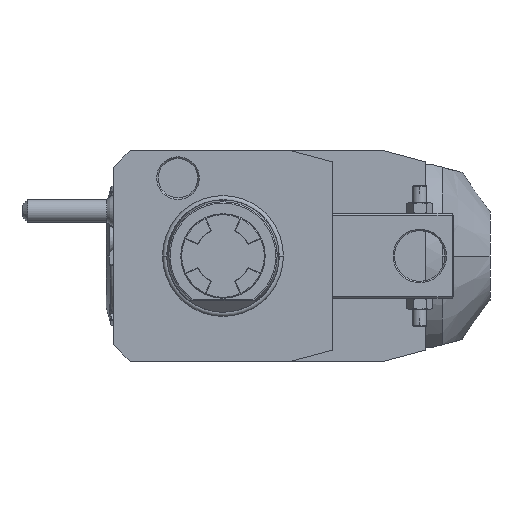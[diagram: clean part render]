
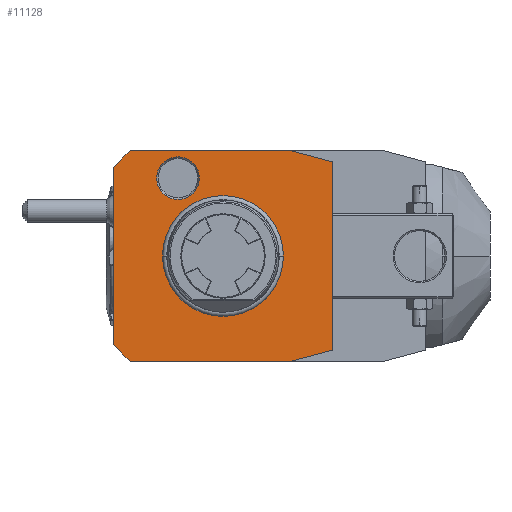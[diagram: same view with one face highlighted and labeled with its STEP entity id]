
A CAD part, front view. The second image highlights one B-rep face of the part: STEP entity #11128.
In plain terms, the highlighted planar face has unit normal (0, -1, 0).
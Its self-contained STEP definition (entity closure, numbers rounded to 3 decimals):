
#327=DIRECTION('',(1.,0.,0.));
#328=VECTOR('',#327,57.);
#329=CARTESIAN_POINT('',(-33.,0.,-37.5));
#330=LINE('',#329,#328);
#331=DIRECTION('',(0.707,0.,-0.707));
#332=VECTOR('',#331,8.485);
#333=CARTESIAN_POINT('',(-39.,0.,-31.5));
#334=LINE('',#333,#332);
#335=DIRECTION('',(0.,0.,-1.));
#336=VECTOR('',#335,63.);
#337=CARTESIAN_POINT('',(-39.,0.,31.5));
#338=LINE('',#337,#336);
#339=DIRECTION('',(-0.707,0.,-0.707));
#340=VECTOR('',#339,8.485);
#341=CARTESIAN_POINT('',(-33.,0.,37.5));
#342=LINE('',#341,#340);
#343=DIRECTION('',(-1.,0.,0.));
#344=VECTOR('',#343,57.);
#345=CARTESIAN_POINT('',(24.,0.,37.5));
#346=LINE('',#345,#344);
#347=DIRECTION('',(-0.966,0.,0.259));
#348=VECTOR('',#347,15.529);
#349=CARTESIAN_POINT('',(39.,0.,33.481));
#350=LINE('',#349,#348);
#351=DIRECTION('',(0.,0.,1.));
#352=VECTOR('',#351,66.962);
#353=CARTESIAN_POINT('',(39.,0.,-33.481));
#354=LINE('',#353,#352);
#355=DIRECTION('',(0.966,0.,0.259));
#356=VECTOR('',#355,15.529);
#357=CARTESIAN_POINT('',(24.,0.,-37.5));
#358=LINE('',#357,#356);
#359=CARTESIAN_POINT('',(-16.,0.,27.713));
#360=DIRECTION('',(0.,1.,0.));
#361=DIRECTION('',(1.,0.,0.));
#362=AXIS2_PLACEMENT_3D('',#359,#360,#361);
#364=CARTESIAN_POINT('',(-16.,0.,27.713));
#365=DIRECTION('',(0.,1.,0.));
#366=DIRECTION('',(-1.,0.,0.));
#367=AXIS2_PLACEMENT_3D('',#364,#365,#366);
#3238=CARTESIAN_POINT('',(0.,0.,0.));
#3239=DIRECTION('',(0.,-1.,0.));
#3240=DIRECTION('',(1.,0.,0.));
#3241=AXIS2_PLACEMENT_3D('',#3238,#3239,#3240);
#3243=CARTESIAN_POINT('',(0.,0.,0.));
#3244=DIRECTION('',(0.,-1.,0.));
#3245=DIRECTION('',(-1.,0.,0.));
#3246=AXIS2_PLACEMENT_3D('',#3243,#3244,#3245);
#9724=CARTESIAN_POINT('',(-8.423,0.,27.713));
#9725=CARTESIAN_POINT('',(-23.577,0.,27.713));
#9726=VERTEX_POINT('',#9724);
#9727=VERTEX_POINT('',#9725);
#10598=CARTESIAN_POINT('',(-33.,0.,-37.5));
#10599=CARTESIAN_POINT('',(24.,0.,-37.5));
#10600=VERTEX_POINT('',#10598);
#10601=VERTEX_POINT('',#10599);
#10602=CARTESIAN_POINT('',(39.,0.,-33.481));
#10603=VERTEX_POINT('',#10602);
#10604=CARTESIAN_POINT('',(39.,0.,33.481));
#10605=VERTEX_POINT('',#10604);
#10606=CARTESIAN_POINT('',(24.,0.,37.5));
#10607=VERTEX_POINT('',#10606);
#10608=CARTESIAN_POINT('',(-33.,0.,37.5));
#10609=VERTEX_POINT('',#10608);
#10610=CARTESIAN_POINT('',(-39.,0.,31.5));
#10611=VERTEX_POINT('',#10610);
#10612=CARTESIAN_POINT('',(-39.,0.,-31.5));
#10613=VERTEX_POINT('',#10612);
#10682=CARTESIAN_POINT('',(21.137,0.,0.));
#10683=CARTESIAN_POINT('',(-21.137,0.,0.));
#10684=VERTEX_POINT('',#10682);
#10685=VERTEX_POINT('',#10683);
#11096=CARTESIAN_POINT('',(0.,0.,0.));
#11097=DIRECTION('',(0.,-1.,0.));
#11098=DIRECTION('',(-1.,0.,0.));
#11099=AXIS2_PLACEMENT_3D('',#11096,#11097,#11098);
#11100=PLANE('',#11099);
#11101=ORIENTED_EDGE('',*,*,#11056,.F.);
#11103=ORIENTED_EDGE('',*,*,#11102,.F.);
#11105=ORIENTED_EDGE('',*,*,#11104,.F.);
#11107=ORIENTED_EDGE('',*,*,#11106,.F.);
#11108=ORIENTED_EDGE('',*,*,#10947,.F.);
#11110=ORIENTED_EDGE('',*,*,#11109,.F.);
#11112=ORIENTED_EDGE('',*,*,#11111,.F.);
#11113=ORIENTED_EDGE('',*,*,#11088,.F.);
#11114=EDGE_LOOP('',(#11101,#11103,#11105,#11107,#11108,#11110,#11112,#11113));
#11115=FACE_OUTER_BOUND('',#11114,.F.);
#11117=ORIENTED_EDGE('',*,*,#11116,.T.);
#11119=ORIENTED_EDGE('',*,*,#11118,.T.);
#11120=EDGE_LOOP('',(#11117,#11119));
#11121=FACE_BOUND('',#11120,.F.);
#11123=ORIENTED_EDGE('',*,*,#11122,.F.);
#11125=ORIENTED_EDGE('',*,*,#11124,.F.);
#11126=EDGE_LOOP('',(#11123,#11125));
#11127=FACE_BOUND('',#11126,.F.);
#363=CIRCLE('',#362,7.577);
#368=CIRCLE('',#367,7.577);
#3242=CIRCLE('',#3241,21.137);
#3247=CIRCLE('',#3246,21.137);
#10947=EDGE_CURVE('',#10607,#10609,#346,.T.);
#11056=EDGE_CURVE('',#10600,#10601,#330,.T.);
#11088=EDGE_CURVE('',#10601,#10603,#358,.T.);
#11102=EDGE_CURVE('',#10613,#10600,#334,.T.);
#11104=EDGE_CURVE('',#10611,#10613,#338,.T.);
#11106=EDGE_CURVE('',#10609,#10611,#342,.T.);
#11109=EDGE_CURVE('',#10605,#10607,#350,.T.);
#11111=EDGE_CURVE('',#10603,#10605,#354,.T.);
#11116=EDGE_CURVE('',#10684,#10685,#3242,.T.);
#11118=EDGE_CURVE('',#10685,#10684,#3247,.T.);
#11122=EDGE_CURVE('',#9726,#9727,#363,.T.);
#11124=EDGE_CURVE('',#9727,#9726,#368,.T.);
#11128=ADVANCED_FACE('',(#11115,#11121,#11127),#11100,.T.);
